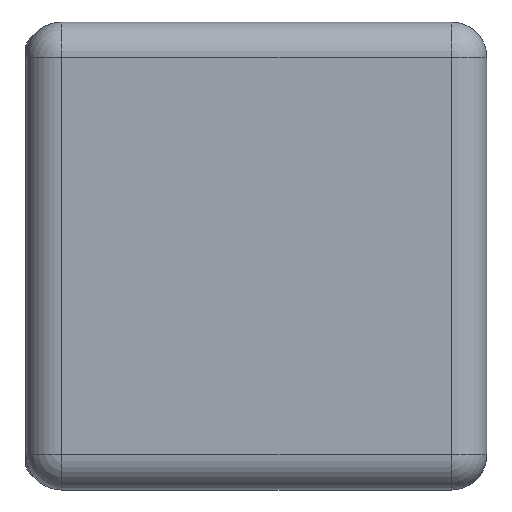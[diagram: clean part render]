
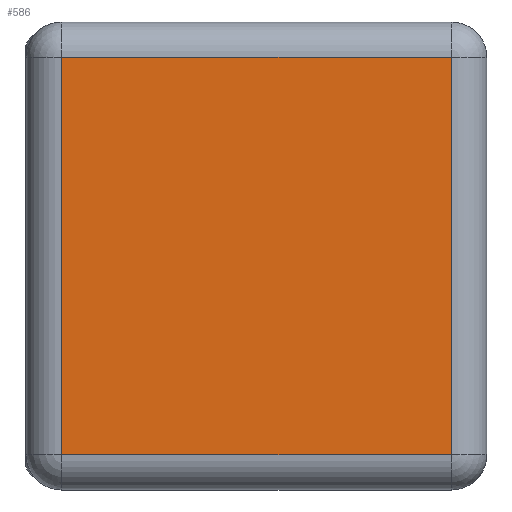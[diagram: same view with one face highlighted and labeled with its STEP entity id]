
A CAD part, left-side view. The second image highlights one B-rep face of the part: STEP entity #586.
In plain terms, the highlighted face is planar.
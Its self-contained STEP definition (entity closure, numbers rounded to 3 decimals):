
#56 = CARTESIAN_POINT ( 'NONE',  ( 1.1, 1.45, -1.32 ) ) ;
#83 = CARTESIAN_POINT ( 'NONE',  ( 1.1, 1.45, -1.12 ) ) ;
#110 = VECTOR ( 'NONE', #2277, 1000. ) ;
#253 = VERTEX_POINT ( 'NONE', #1158 ) ;
#400 = PLANE ( 'NONE',  #2448 ) ;
#586 = ADVANCED_FACE ( 'NONE', ( #2847 ), #400, .T. ) ;
#599 = DIRECTION ( 'NONE',  ( 0., 1., 0. ) ) ;
#620 = CARTESIAN_POINT ( 'NONE',  ( -1.1, 1.45, -1.12 ) ) ;
#683 = LINE ( 'NONE', #56, #110 ) ;
#848 = DIRECTION ( 'NONE',  ( 0., 0., 1. ) ) ;
#1043 = LINE ( 'NONE', #2721, #1800 ) ;
#1067 = LINE ( 'NONE', #2039, #1221 ) ;
#1158 = CARTESIAN_POINT ( 'NONE',  ( -1.1, 1.45, 1.12 ) ) ;
#1174 = DIRECTION ( 'NONE',  ( -1., 0., 0. ) ) ;
#1221 = VECTOR ( 'NONE', #2010, 1000. ) ;
#1298 = VECTOR ( 'NONE', #1836, 1000. ) ;
#1465 = EDGE_CURVE ( 'NONE', #253, #1994, #1067, .T. ) ;
#1576 = EDGE_CURVE ( 'NONE', #1757, #253, #1981, .T. ) ;
#1591 = CARTESIAN_POINT ( 'NONE',  ( -1.1, 1.45, 1.32 ) ) ;
#1757 = VERTEX_POINT ( 'NONE', #620 ) ;
#1800 = VECTOR ( 'NONE', #1174, 1000. ) ;
#1836 = DIRECTION ( 'NONE',  ( 0., 0., 1. ) ) ;
#1981 = LINE ( 'NONE', #1591, #1298 ) ;
#1994 = VERTEX_POINT ( 'NONE', #2522 ) ;
#2010 = DIRECTION ( 'NONE',  ( 1., 0., 0. ) ) ;
#2039 = CARTESIAN_POINT ( 'NONE',  ( 1.3, 1.45, 1.12 ) ) ;
#2172 = ORIENTED_EDGE ( 'NONE', *, *, #1465, .T. ) ;
#2277 = DIRECTION ( 'NONE',  ( 0., 0., -1. ) ) ;
#2395 = EDGE_LOOP ( 'NONE', ( #3120, #2172, #3123, #2781 ) ) ;
#2448 = AXIS2_PLACEMENT_3D ( 'NONE', #2870, #599, #848 ) ;
#2522 = CARTESIAN_POINT ( 'NONE',  ( 1.1, 1.45, 1.12 ) ) ;
#2721 = CARTESIAN_POINT ( 'NONE',  ( -1.3, 1.45, -1.12 ) ) ;
#2781 = ORIENTED_EDGE ( 'NONE', *, *, #3206, .T. ) ;
#2811 = EDGE_CURVE ( 'NONE', #1994, #2916, #683, .T. ) ;
#2847 = FACE_OUTER_BOUND ( 'NONE', #2395, .T. ) ;
#2870 = CARTESIAN_POINT ( 'NONE',  ( 0., 1.45, 0. ) ) ;
#2916 = VERTEX_POINT ( 'NONE', #83 ) ;
#3120 = ORIENTED_EDGE ( 'NONE', *, *, #1576, .T. ) ;
#3123 = ORIENTED_EDGE ( 'NONE', *, *, #2811, .T. ) ;
#3206 = EDGE_CURVE ( 'NONE', #2916, #1757, #1043, .T. ) ;
